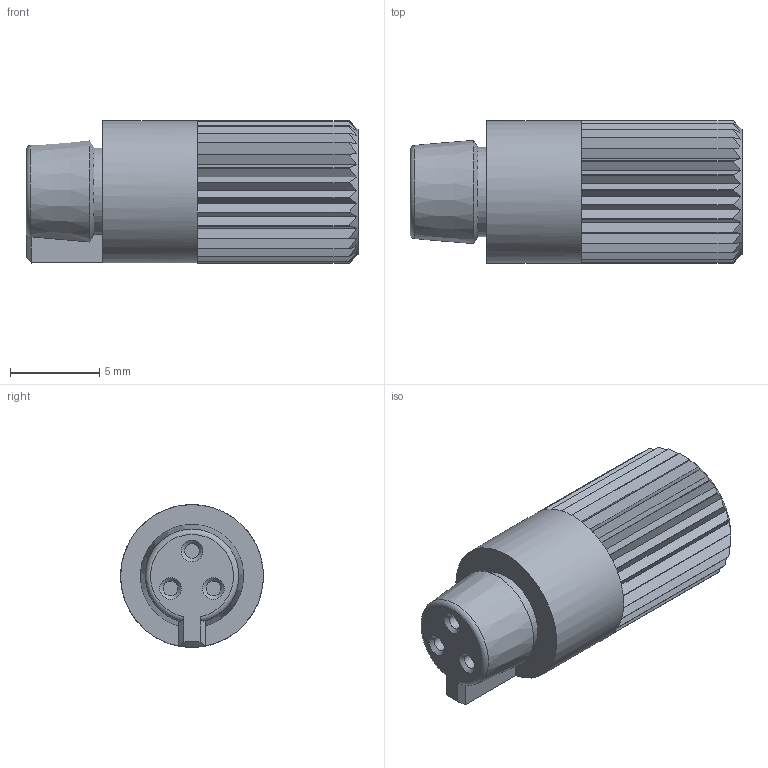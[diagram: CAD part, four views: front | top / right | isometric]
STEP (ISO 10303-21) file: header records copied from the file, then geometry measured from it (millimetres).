
FILE_DESCRIPTION(/* description */ (''),/* implementation_level */ '2;1');
FILE_NAME(/* name */ '09-9748-XX-03-001_00.stp',/* time_stamp */ '2017-03-30T08:45:55+02:00',/* author */ (''),/* organization */ (''),/* preprocessor_version */ 'ST-DEVELOPER v14',/* originating_system */ 'SIEMENS PLM Software NX 8.0',/* authorisation */ '');
FILE_SCHEMA (('AUTOMOTIVE_DESIGN { 1 0 10303 214 3 1 1 1 }'));
Length unit declared in the file: millimetre
Products named in the file (1): jbyc19D0A011m77s
Bounding box: 18.6 x 8 x 8 mm (x, y, z)
Volume: 756.1 mm3; surface area: 668.2 mm2
Topology: 1 solids, 1 shells, 121 faces, 333 edges, 221 vertices
Faces by surface type: plane 104, cylinder 9, cone 7, torus 1
Full cylindrical faces by diameter (mm): 0.82 x3, 1.35 x3, 3.6 x1, 8 x1
Entity records: 3891 total; most frequent: CARTESIAN_POINT 903, ORIENTED_EDGE 632, DIRECTION 580, EDGE_CURVE 316, VERTEX_POINT 216, AXIS2_PLACEMENT_3D 210, LINE 160, VECTOR 160
